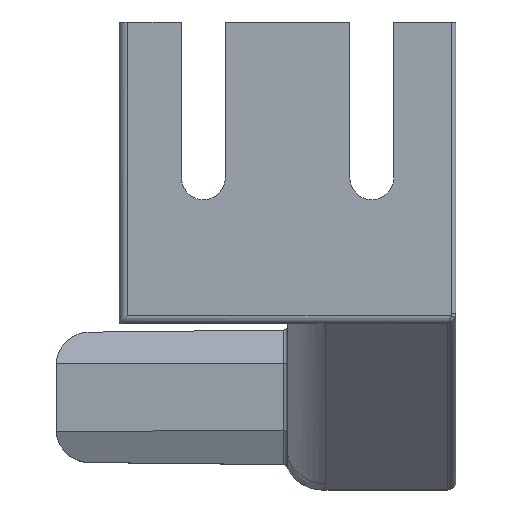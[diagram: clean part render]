
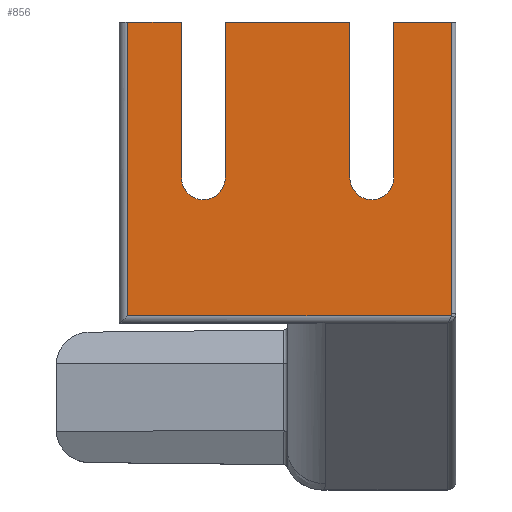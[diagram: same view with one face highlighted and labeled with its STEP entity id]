
A CAD part, top view. The second image highlights one B-rep face of the part: STEP entity #856.
In plain terms, the highlighted planar face has unit normal (0, 0, 1).
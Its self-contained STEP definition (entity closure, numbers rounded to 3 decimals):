
#18=PLANE('',#958);
#61=FACE_OUTER_BOUND('',#109,.T.);
#109=EDGE_LOOP('',(#609,#610,#611,#612,#613,#614,#615,#616,#617,#618,#619,
#620,#621));
#155=ELLIPSE('',#959,0.559,0.5);
#188=LINE('',#1436,#264);
#190=LINE('',#1449,#266);
#194=LINE('',#1459,#270);
#195=LINE('',#1463,#271);
#196=LINE('',#1465,#272);
#197=LINE('',#1467,#273);
#198=LINE('',#1471,#274);
#199=LINE('',#1473,#275);
#200=LINE('',#1475,#276);
#201=LINE('',#1478,#277);
#264=VECTOR('',#1086,10.);
#266=VECTOR('',#1092,10.);
#270=VECTOR('',#1100,10.);
#271=VECTOR('',#1103,10.);
#272=VECTOR('',#1104,10.);
#273=VECTOR('',#1105,10.);
#274=VECTOR('',#1108,10.);
#275=VECTOR('',#1109,10.);
#276=VECTOR('',#1110,10.);
#277=VECTOR('',#1113,10.);
#334=CIRCLE('',#960,2.6);
#335=CIRCLE('',#961,2.6);
#371=VERTEX_POINT('',#1433);
#372=VERTEX_POINT('',#1435);
#375=VERTEX_POINT('',#1448);
#379=VERTEX_POINT('',#1458);
#380=VERTEX_POINT('',#1460);
#381=VERTEX_POINT('',#1462);
#382=VERTEX_POINT('',#1464);
#383=VERTEX_POINT('',#1466);
#384=VERTEX_POINT('',#1468);
#385=VERTEX_POINT('',#1470);
#386=VERTEX_POINT('',#1472);
#387=VERTEX_POINT('',#1474);
#388=VERTEX_POINT('',#1476);
#461=EDGE_CURVE('',#371,#372,#188,.T.);
#465=EDGE_CURVE('',#372,#375,#190,.T.);
#470=EDGE_CURVE('',#379,#371,#194,.T.);
#471=EDGE_CURVE('',#380,#379,#155,.T.);
#472=EDGE_CURVE('',#381,#380,#195,.T.);
#473=EDGE_CURVE('',#382,#381,#196,.T.);
#474=EDGE_CURVE('',#382,#383,#197,.T.);
#475=EDGE_CURVE('',#383,#384,#334,.T.);
#476=EDGE_CURVE('',#384,#385,#198,.T.);
#477=EDGE_CURVE('',#386,#385,#199,.T.);
#478=EDGE_CURVE('',#386,#387,#200,.T.);
#479=EDGE_CURVE('',#387,#388,#335,.T.);
#480=EDGE_CURVE('',#388,#375,#201,.T.);
#609=ORIENTED_EDGE('',*,*,#461,.F.);
#610=ORIENTED_EDGE('',*,*,#470,.F.);
#611=ORIENTED_EDGE('',*,*,#471,.F.);
#612=ORIENTED_EDGE('',*,*,#472,.F.);
#613=ORIENTED_EDGE('',*,*,#473,.F.);
#614=ORIENTED_EDGE('',*,*,#474,.T.);
#615=ORIENTED_EDGE('',*,*,#475,.T.);
#616=ORIENTED_EDGE('',*,*,#476,.T.);
#617=ORIENTED_EDGE('',*,*,#477,.F.);
#618=ORIENTED_EDGE('',*,*,#478,.T.);
#619=ORIENTED_EDGE('',*,*,#479,.T.);
#620=ORIENTED_EDGE('',*,*,#480,.T.);
#621=ORIENTED_EDGE('',*,*,#465,.F.);
#856=ADVANCED_FACE('',(#61),#18,.T.);
#958=AXIS2_PLACEMENT_3D('',#1457,#1098,#1099);
#959=AXIS2_PLACEMENT_3D('',#1461,#1101,#1102);
#960=AXIS2_PLACEMENT_3D('',#1469,#1106,#1107);
#961=AXIS2_PLACEMENT_3D('',#1477,#1111,#1112);
#1086=DIRECTION('',(0.,1.,0.));
#1092=DIRECTION('',(1.,0.,0.));
#1098=DIRECTION('center_axis',(0.,0.,1.));
#1099=DIRECTION('ref_axis',(0.,-1.,0.));
#1100=DIRECTION('',(-1.,0.,0.));
#1101=DIRECTION('center_axis',(0.,0.,-1.));
#1102=DIRECTION('ref_axis',(0.,-1.,0.));
#1103=DIRECTION('',(0.,-1.,0.));
#1104=DIRECTION('',(1.,0.,0.));
#1105=DIRECTION('',(0.,-1.,0.));
#1106=DIRECTION('center_axis',(0.,0.,-1.));
#1107=DIRECTION('ref_axis',(-1.,0.,0.));
#1108=DIRECTION('',(0.,1.,0.));
#1109=DIRECTION('',(1.,0.,0.));
#1110=DIRECTION('',(0.,-1.,0.));
#1111=DIRECTION('center_axis',(0.,0.,-1.));
#1112=DIRECTION('ref_axis',(1.,0.,0.));
#1113=DIRECTION('',(0.,1.,0.));
#1433=CARTESIAN_POINT('',(51.,65.368,47.));
#1435=CARTESIAN_POINT('',(51.,100.25,47.));
#1436=CARTESIAN_POINT('',(51.,81.875,47.));
#1448=CARTESIAN_POINT('',(57.4,100.25,47.));
#1449=CARTESIAN_POINT('',(70.,100.25,47.));
#1457=CARTESIAN_POINT('Origin',(70.,76.75,47.));
#1458=CARTESIAN_POINT('',(89.447,65.368,47.));
#1459=CARTESIAN_POINT('',(70.,65.368,47.));
#1460=CARTESIAN_POINT('',(89.5,65.618,47.));
#1461=CARTESIAN_POINT('Origin',(89.,65.618,47.));
#1462=CARTESIAN_POINT('',(89.5,100.25,47.));
#1463=CARTESIAN_POINT('',(89.5,66.25,47.));
#1464=CARTESIAN_POINT('',(82.6,100.25,47.));
#1465=CARTESIAN_POINT('',(70.,100.25,47.));
#1466=CARTESIAN_POINT('',(82.6,81.75,47.));
#1467=CARTESIAN_POINT('',(82.6,88.5,47.));
#1468=CARTESIAN_POINT('',(77.4,81.75,47.));
#1469=CARTESIAN_POINT('Origin',(80.,81.75,47.));
#1470=CARTESIAN_POINT('',(77.4,100.25,47.));
#1471=CARTESIAN_POINT('',(77.4,79.25,47.));
#1472=CARTESIAN_POINT('',(62.6,100.25,47.));
#1473=CARTESIAN_POINT('',(70.,100.25,47.));
#1474=CARTESIAN_POINT('',(62.6,81.75,47.));
#1475=CARTESIAN_POINT('',(62.6,88.5,47.));
#1476=CARTESIAN_POINT('',(57.4,81.75,47.));
#1477=CARTESIAN_POINT('Origin',(60.,81.75,47.));
#1478=CARTESIAN_POINT('',(57.4,79.25,47.));
